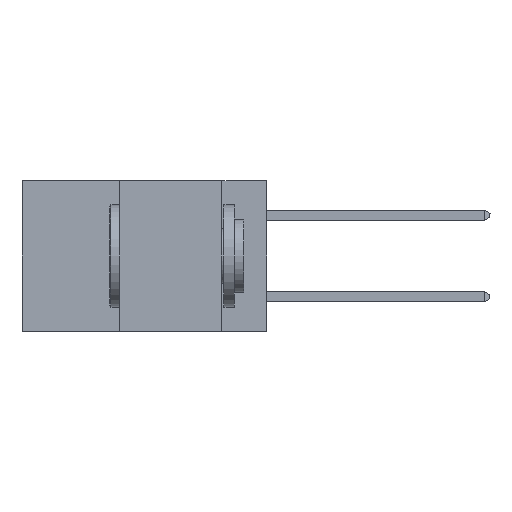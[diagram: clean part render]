
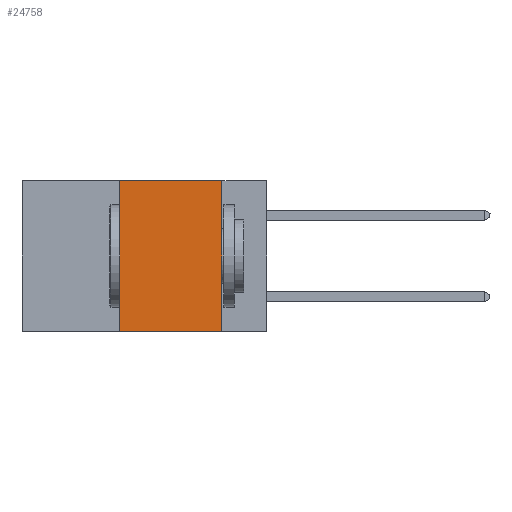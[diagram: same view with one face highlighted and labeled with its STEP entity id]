
A CAD part, left-side view. The second image highlights one B-rep face of the part: STEP entity #24758.
In plain terms, the highlighted planar face has unit normal (-1, 0, 0).
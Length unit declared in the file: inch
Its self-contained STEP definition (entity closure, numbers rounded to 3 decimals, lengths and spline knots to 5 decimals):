
#1968 = VERTEX_POINT ( 'NONE', #5184 ) ;
#3329 = CARTESIAN_POINT ( 'NONE',  ( 0., 0.11, -0.37 ) ) ;
#3985 = DIRECTION ( 'NONE',  ( 0., 0., -1. ) ) ;
#4324 = VECTOR ( 'NONE', #28788, 39.37008 ) ;
#4337 = EDGE_CURVE ( 'NONE', #19100, #1968, #24210, .T. ) ;
#4408 = VECTOR ( 'NONE', #23574, 39.37008 ) ;
#5184 = CARTESIAN_POINT ( 'NONE',  ( 0., 0.11, 0. ) ) ;
#5910 = LINE ( 'NONE', #11996, #4408 ) ;
#6589 = DIRECTION ( 'NONE',  ( 1., 0., 0. ) ) ;
#11996 = CARTESIAN_POINT ( 'NONE',  ( 0., 0.36, 0. ) ) ;
#12587 = EDGE_CURVE ( 'NONE', #18158, #19100, #5910, .T. ) ;
#12697 = VECTOR ( 'NONE', #22987, 39.37008 ) ;
#13349 = CARTESIAN_POINT ( 'NONE',  ( 0., 0.11, 0. ) ) ;
#13868 = CARTESIAN_POINT ( 'NONE',  ( 0., 0.6, 0. ) ) ;
#15202 = CARTESIAN_POINT ( 'NONE',  ( 0., 0.6, -0.37 ) ) ;
#15411 = FACE_OUTER_BOUND ( 'NONE', #18794, .T. ) ;
#16265 = ORIENTED_EDGE ( 'NONE', *, *, #4337, .F. ) ;
#18158 = VERTEX_POINT ( 'NONE', #22318 ) ;
#18422 = ORIENTED_EDGE ( 'NONE', *, *, #18835, .F. ) ;
#18794 = EDGE_LOOP ( 'NONE', ( #18422, #16265, #26553, #27245 ) ) ;
#18834 = AXIS2_PLACEMENT_3D ( 'NONE', #20514, #6589, #22792 ) ;
#18835 = EDGE_CURVE ( 'NONE', #1968, #26521, #29498, .T. ) ;
#19100 = VERTEX_POINT ( 'NONE', #23586 ) ;
#20514 = CARTESIAN_POINT ( 'NONE',  ( 0., 0.6, 0. ) ) ;
#22175 = LINE ( 'NONE', #15202, #4324 ) ;
#22318 = CARTESIAN_POINT ( 'NONE',  ( 0., 0.36, -0.37 ) ) ;
#22792 = DIRECTION ( 'NONE',  ( 0., 0., -1. ) ) ;
#22987 = DIRECTION ( 'NONE',  ( 0., -1., 0. ) ) ;
#23574 = DIRECTION ( 'NONE',  ( 0., 0., 1. ) ) ;
#23586 = CARTESIAN_POINT ( 'NONE',  ( 0., 0.36, 0. ) ) ;
#23592 = VECTOR ( 'NONE', #3985, 39.37008 ) ;
#24210 = LINE ( 'NONE', #13868, #12697 ) ;
#24758 = ADVANCED_FACE ( 'NONE', ( #15411 ), #27175, .F. ) ;
#26521 = VERTEX_POINT ( 'NONE', #3329 ) ;
#26553 = ORIENTED_EDGE ( 'NONE', *, *, #12587, .F. ) ;
#27175 = PLANE ( 'NONE',  #18834 ) ;
#27245 = ORIENTED_EDGE ( 'NONE', *, *, #27486, .T. ) ;
#27486 = EDGE_CURVE ( 'NONE', #18158, #26521, #22175, .T. ) ;
#28788 = DIRECTION ( 'NONE',  ( 0., -1., 0. ) ) ;
#29498 = LINE ( 'NONE', #13349, #23592 ) ;
